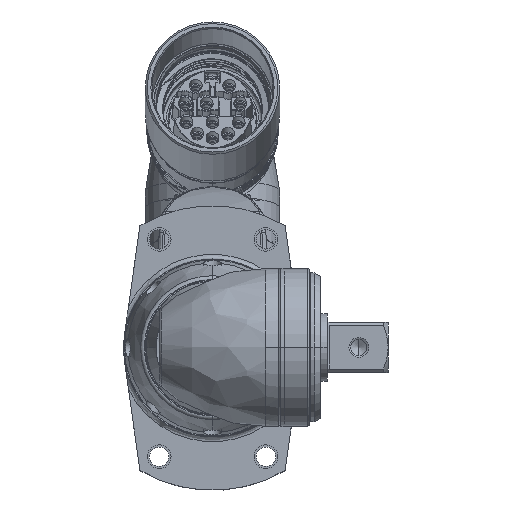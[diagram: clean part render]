
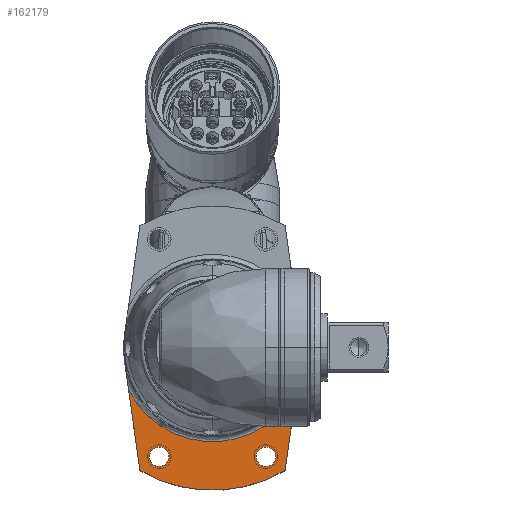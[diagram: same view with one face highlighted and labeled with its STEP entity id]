
A CAD part, top view. The second image highlights one B-rep face of the part: STEP entity #162179.
In plain terms, the highlighted planar face has unit normal (0, 0, 1).
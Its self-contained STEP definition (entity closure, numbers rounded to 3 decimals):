
#155184=CARTESIAN_POINT('',(0.,0.,-31.5));
#155185=DIRECTION('',(0.,0.,-1.));
#155186=DIRECTION('',(0.896,-0.443,0.));
#155187=AXIS2_PLACEMENT_3D('',#155184,#155185,#155186);
#155282=DIRECTION('',(0.139,0.99,0.));
#155283=VECTOR('',#155282,20.657);
#155284=CARTESIAN_POINT('',(18.37,-30.96,-31.5));
#155285=LINE('',#155284,#155283);
#155289=DIRECTION('',(-0.139,0.99,0.));
#155290=VECTOR('',#155289,20.657);
#155291=CARTESIAN_POINT('',(-18.37,-30.96,-31.5));
#155292=LINE('',#155291,#155290);
#155312=CARTESIAN_POINT('',(-13.5,-27.5,-31.5));
#155313=DIRECTION('',(0.,0.,1.));
#155314=DIRECTION('',(1.,0.,0.));
#155315=AXIS2_PLACEMENT_3D('',#155312,#155313,#155314);
#155320=CARTESIAN_POINT('',(-13.5,-27.5,-31.5));
#155321=DIRECTION('',(0.,0.,1.));
#155322=DIRECTION('',(-1.,0.,0.));
#155323=AXIS2_PLACEMENT_3D('',#155320,#155321,#155322);
#155344=CARTESIAN_POINT('',(13.5,-27.5,-31.5));
#155345=DIRECTION('',(0.,0.,1.));
#155346=DIRECTION('',(1.,0.,0.));
#155347=AXIS2_PLACEMENT_3D('',#155344,#155345,#155346);
#155352=CARTESIAN_POINT('',(13.5,-27.5,-31.5));
#155353=DIRECTION('',(0.,0.,1.));
#155354=DIRECTION('',(-1.,0.,0.));
#155355=AXIS2_PLACEMENT_3D('',#155352,#155353,#155354);
#155367=CARTESIAN_POINT('',(0.,0.,-31.5));
#155368=DIRECTION('',(0.,0.,1.));
#155369=DIRECTION('',(-0.51,-0.86,0.));
#155370=AXIS2_PLACEMENT_3D('',#155367,#155368,#155369);
#160727=CARTESIAN_POINT('',(-18.37,-30.96,-31.5));
#160728=VERTEX_POINT('',#160727);
#160735=CARTESIAN_POINT('',(18.37,-30.96,-31.5));
#160736=CARTESIAN_POINT('',(21.245,-10.505,-31.5));
#160737=VERTEX_POINT('',#160735);
#160738=VERTEX_POINT('',#160736);
#160739=CARTESIAN_POINT('',(-21.245,-10.505,-31.5));
#160740=VERTEX_POINT('',#160739);
#161712=CARTESIAN_POINT('',(-11.042,-27.5,-31.5));
#161713=CARTESIAN_POINT('',(-15.959,-27.5,-31.5));
#161714=VERTEX_POINT('',#161712);
#161715=VERTEX_POINT('',#161713);
#161728=CARTESIAN_POINT('',(15.959,-27.5,-31.5));
#161729=CARTESIAN_POINT('',(11.042,-27.5,-31.5));
#161730=VERTEX_POINT('',#161728);
#161731=VERTEX_POINT('',#161729);
#162154=CARTESIAN_POINT('',(0.,0.,-31.5));
#162155=DIRECTION('',(0.,0.,1.));
#162156=DIRECTION('',(0.,1.,0.));
#162157=AXIS2_PLACEMENT_3D('',#162154,#162155,#162156);
#162158=PLANE('',#162157);
#162160=ORIENTED_EDGE('',*,*,#162159,.F.);
#162162=ORIENTED_EDGE('',*,*,#162161,.F.);
#162163=ORIENTED_EDGE('',*,*,#162121,.T.);
#162164=ORIENTED_EDGE('',*,*,#162071,.F.);
#162165=EDGE_LOOP('',(#162160,#162162,#162163,#162164));
#162166=FACE_OUTER_BOUND('',#162165,.F.);
#162168=ORIENTED_EDGE('',*,*,#162167,.T.);
#162170=ORIENTED_EDGE('',*,*,#162169,.T.);
#162171=EDGE_LOOP('',(#162168,#162170));
#162172=FACE_BOUND('',#162171,.F.);
#162174=ORIENTED_EDGE('',*,*,#162173,.T.);
#162176=ORIENTED_EDGE('',*,*,#162175,.T.);
#162177=EDGE_LOOP('',(#162174,#162176));
#162178=FACE_BOUND('',#162177,.F.);
#162179=ADVANCED_FACE('',(#162166,#162172,#162178),#162158,.T.);
#155188=CIRCLE('',#155187,23.7);
#155316=CIRCLE('',#155315,2.459);
#155324=CIRCLE('',#155323,2.459);
#155348=CIRCLE('',#155347,2.459);
#155356=CIRCLE('',#155355,2.459);
#155371=CIRCLE('',#155370,36.);
#162071=EDGE_CURVE('',#160738,#160740,#155188,.T.);
#162121=EDGE_CURVE('',#160728,#160740,#155292,.T.);
#162159=EDGE_CURVE('',#160737,#160738,#155285,.T.);
#162161=EDGE_CURVE('',#160728,#160737,#155371,.T.);
#162167=EDGE_CURVE('',#161714,#161715,#155316,.T.);
#162169=EDGE_CURVE('',#161715,#161714,#155324,.T.);
#162173=EDGE_CURVE('',#161730,#161731,#155348,.T.);
#162175=EDGE_CURVE('',#161731,#161730,#155356,.T.);
